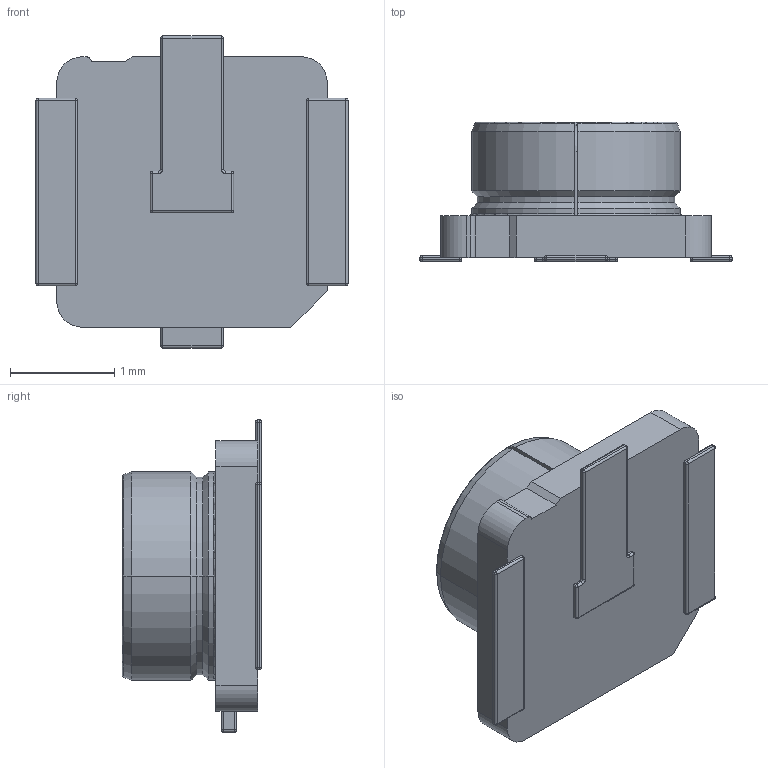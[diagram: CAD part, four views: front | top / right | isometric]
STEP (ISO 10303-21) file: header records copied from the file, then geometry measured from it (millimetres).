
FILE_DESCRIPTION (( 'STEP AP214' ), '1' );
FILE_NAME ('RECE.20279.001E.01.STEP', '2022-12-21T17:59:04', ( '' ), ( '' ), 'SwSTEP 2.0', 'SolidWorks 2021', '' );
FILE_SCHEMA (( 'AUTOMOTIVE_DESIGN' ));
Length unit declared in the file: millimetre
Products named in the file (1): RECE.20279.001E.01
Bounding box: 3 x 1.34 x 3 mm (x, y, z)
Volume: 3.4 mm3; surface area: 37.2 mm2
Topology: 7 solids, 7 shells, 204 faces, 479 edges, 249 vertices
Faces by surface type: cylinder 91, plane 48, sphere 42, torus 14, cone 9
Entity records: 6515 total; most frequent: DIRECTION 1050, CARTESIAN_POINT 1006, ORIENTED_EDGE 872, EDGE_CURVE 436, AXIS2_PLACEMENT_3D 421, VERTEX_POINT 248, CIRCLE 216, LINE 208
